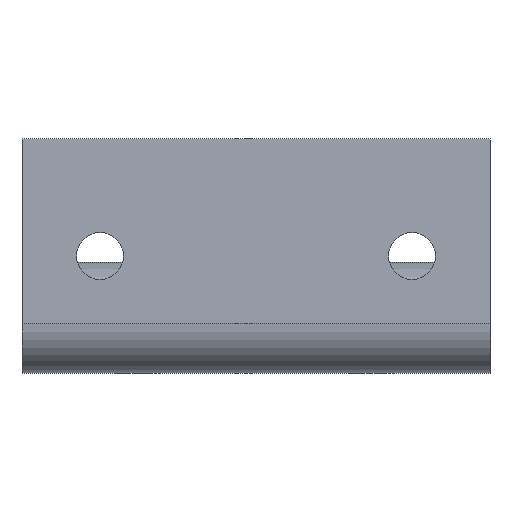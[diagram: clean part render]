
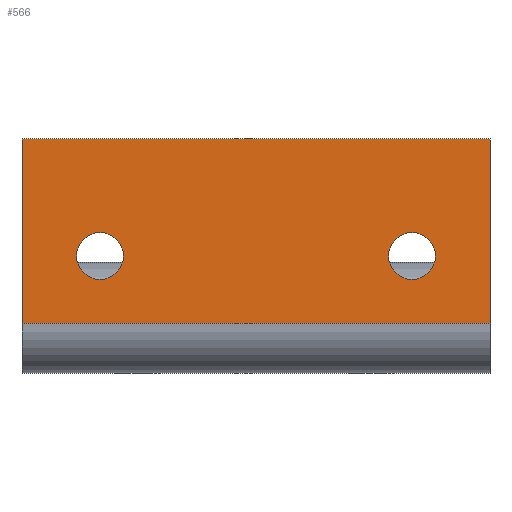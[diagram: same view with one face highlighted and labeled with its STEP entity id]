
A CAD part, front view. The second image highlights one B-rep face of the part: STEP entity #566.
In plain terms, the highlighted planar face has unit normal (0, -1, 0).
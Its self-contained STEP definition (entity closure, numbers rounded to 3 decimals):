
#44=LINE('',#927,#88);
#50=LINE('',#949,#94);
#53=LINE('',#955,#97);
#54=LINE('',#956,#98);
#88=VECTOR('',#763,30.);
#94=VECTOR('',#795,11.825);
#97=VECTOR('',#800,11.825);
#98=VECTOR('',#801,30.);
#120=PLANE('',#633);
#142=FACE_BOUND('',#224,.T.);
#143=FACE_BOUND('',#225,.T.);
#144=FACE_BOUND('',#226,.T.);
#224=EDGE_LOOP('',(#500));
#225=EDGE_LOOP('',(#501));
#226=EDGE_LOOP('',(#502,#503,#504,#505));
#233=CIRCLE('',#575,1.5);
#235=CIRCLE('',#578,1.5);
#261=VERTEX_POINT('',#815);
#263=VERTEX_POINT('',#820);
#296=VERTEX_POINT('',#924);
#297=VERTEX_POINT('',#926);
#300=VERTEX_POINT('',#948);
#302=VERTEX_POINT('',#954);
#305=EDGE_CURVE('',#261,#261,#233,.T.);
#307=EDGE_CURVE('',#263,#263,#235,.T.);
#358=EDGE_CURVE('',#297,#296,#44,.T.);
#368=EDGE_CURVE('',#300,#297,#50,.T.);
#371=EDGE_CURVE('',#296,#302,#53,.T.);
#372=EDGE_CURVE('',#302,#300,#54,.T.);
#500=ORIENTED_EDGE('',*,*,#305,.T.);
#501=ORIENTED_EDGE('',*,*,#307,.T.);
#502=ORIENTED_EDGE('',*,*,#358,.T.);
#503=ORIENTED_EDGE('',*,*,#371,.T.);
#504=ORIENTED_EDGE('',*,*,#372,.T.);
#505=ORIENTED_EDGE('',*,*,#368,.T.);
#566=ADVANCED_FACE('',(#142,#143,#144),#120,.F.);
#575=AXIS2_PLACEMENT_3D('',#816,#643,#644);
#578=AXIS2_PLACEMENT_3D('',#821,#649,#650);
#633=AXIS2_PLACEMENT_3D('',#953,#798,#799);
#643=DIRECTION('center_axis',(0.,1.,0.));
#644=DIRECTION('ref_axis',(-1.,0.,0.));
#649=DIRECTION('center_axis',(0.,1.,0.));
#650=DIRECTION('ref_axis',(-1.,0.,0.));
#763=DIRECTION('',(1.,0.,0.));
#795=DIRECTION('',(0.,0.,-1.));
#798=DIRECTION('center_axis',(0.,1.,0.));
#799=DIRECTION('ref_axis',(0.,0.,1.));
#800=DIRECTION('',(0.,0.,1.));
#801=DIRECTION('',(-1.,0.,0.));
#815=CARTESIAN_POINT('',(-8.5,0.,0.));
#816=CARTESIAN_POINT('Origin',(-10.,0.,0.));
#820=CARTESIAN_POINT('',(11.5,0.,0.));
#821=CARTESIAN_POINT('Origin',(10.,0.,0.));
#924=CARTESIAN_POINT('',(15.,0.,-4.325));
#926=CARTESIAN_POINT('',(-15.,0.,-4.325));
#927=CARTESIAN_POINT('',(-7.5,0.,-4.325));
#948=CARTESIAN_POINT('',(-15.,0.,7.5));
#949=CARTESIAN_POINT('',(-15.,0.,7.5));
#953=CARTESIAN_POINT('Origin',(0.,0.,0.));
#954=CARTESIAN_POINT('',(15.,0.,7.5));
#955=CARTESIAN_POINT('',(15.,0.,-7.5));
#956=CARTESIAN_POINT('',(15.,0.,7.5));
